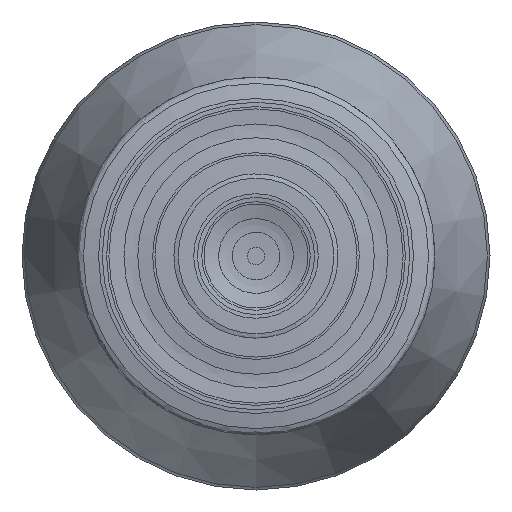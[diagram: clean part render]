
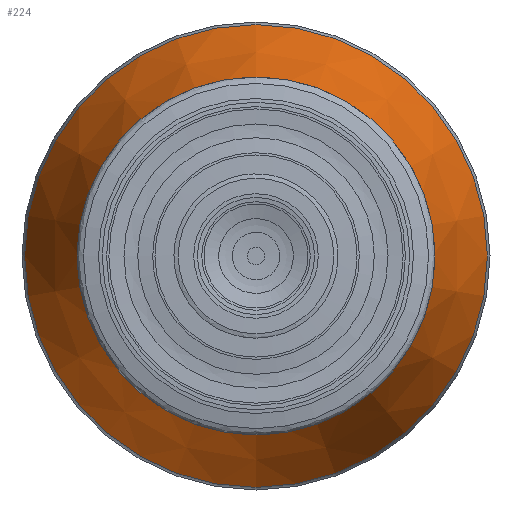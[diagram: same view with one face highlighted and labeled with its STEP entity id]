
A CAD part, left-side view. The second image highlights one B-rep face of the part: STEP entity #224.
In plain terms, the highlighted conical face has half-angle 20.556 degrees and reference radius 16.809 mm.
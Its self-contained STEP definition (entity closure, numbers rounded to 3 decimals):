
#202=CONICAL_SURFACE('',#879,16.809,20.556);
#224=ADVANCED_FACE('',(#310,#311),#202,.T.);
#310=FACE_BOUND('',#433,.T.);
#311=FACE_BOUND('',#434,.T.);
#433=EDGE_LOOP('',(#559));
#434=EDGE_LOOP('',(#560));
#559=ORIENTED_EDGE('',*,*,#734,.T.);
#560=ORIENTED_EDGE('',*,*,#733,.F.);
#670=VERTEX_POINT('',#1222);
#671=VERTEX_POINT('',#1225);
#733=EDGE_CURVE('',#670,#670,#796,.T.);
#734=EDGE_CURVE('',#671,#671,#797,.T.);
#796=CIRCLE('',#876,16.809);
#797=CIRCLE('',#878,12.818);
#876=AXIS2_PLACEMENT_3D('',#1221,#994,#995);
#878=AXIS2_PLACEMENT_3D('',#1224,#998,#999);
#879=AXIS2_PLACEMENT_3D('',#1226,#1000,#1001);
#994=DIRECTION('',(1.,0.,0.));
#995=DIRECTION('',(0.,0.,1.));
#998=DIRECTION('',(1.,0.,0.));
#999=DIRECTION('',(0.,0.,1.));
#1000=DIRECTION('',(1.,0.,0.));
#1001=DIRECTION('',(0.,0.,-1.));
#1221=CARTESIAN_POINT('',(94.491,0.,0.));
#1222=CARTESIAN_POINT('',(94.491,0.,16.809));
#1224=CARTESIAN_POINT('',(83.849,0.,0.));
#1225=CARTESIAN_POINT('',(83.849,0.,12.818));
#1226=CARTESIAN_POINT('',(94.491,0.,0.));
